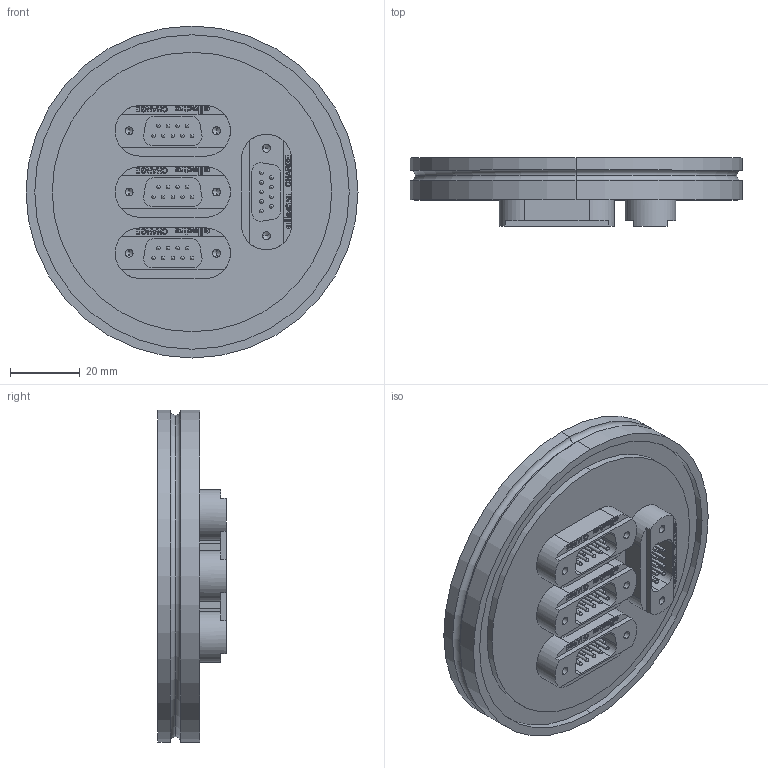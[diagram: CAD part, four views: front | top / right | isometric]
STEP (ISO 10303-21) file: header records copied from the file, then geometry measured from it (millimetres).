
FILE_DESCRIPTION (( 'STEP AP214' ), '1' );
FILE_NAME ('210-D09-ISO63-4.step', '2025-02-17T20:20:11', ( '' ), ( '' ), 'SwSTEP 2.0', 'SolidWorks 2022', '' );
FILE_SCHEMA (( 'AUTOMOTIVE_DESIGN' ));
Length unit declared in the file: millimetre
Products named in the file (5): 210-D09-ISO63-4; 9210-D09-ISO63-4_DN063 ISO-K; 9210-PIN-FENI_Pin vergoldet; 9218-D9-37-SS-V22_9pin 1mm beschr. allectra; 218-D9-37-SS_218-D09-SS
Assembly tree (15 placements, depth 3):
  210-D09-ISO63-4
    9210-D09-ISO63-4_DN063 ISO-K
    218-D9-37-SS_218-D09-SS  x4
      9218-D9-37-SS-V22_9pin 1mm beschr. allectra
      9210-PIN-FENI_Pin vergoldet
Bounding box: 95 x 19.5 x 95 mm (x, y, z)
Volume: 75153.1 mm3; surface area: 34052 mm2
Topology: 41 solids, 41 shells, 1240 faces, 3371 edges, 2208 vertices
Faces by surface type: plane 589, cylinder 427, bspline 108, sphere 72, cone 32, torus 12
Entity records: 11360 total; most frequent: CARTESIAN_POINT 3419, ORIENTED_EDGE 1596, DIRECTION 1560, EDGE_CURVE 798, VERTEX_POINT 526, LINE 522, VECTOR 522, AXIS2_PLACEMENT_3D 519
